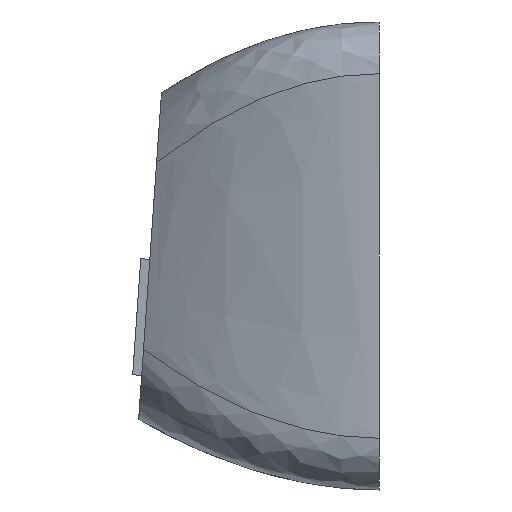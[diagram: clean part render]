
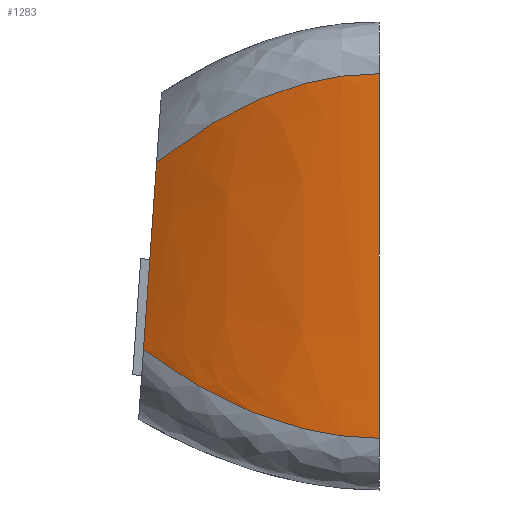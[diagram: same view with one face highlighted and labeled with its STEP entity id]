
A CAD part, left-side view. The second image highlights one B-rep face of the part: STEP entity #1283.
In plain terms, the highlighted free-form (B-spline) face has degree [3, 3] with [4, 4] control points.
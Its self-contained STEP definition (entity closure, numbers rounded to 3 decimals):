
#37=B_SPLINE_CURVE_WITH_KNOTS('',3,(#1717,#1718,#1719,#1720),
 .UNSPECIFIED.,.F.,.F.,(4,4),(0.,1.),.UNSPECIFIED.);
#38=B_SPLINE_CURVE_WITH_KNOTS('',3,(#1741,#1742,#1743,#1744),
 .UNSPECIFIED.,.F.,.F.,(4,4),(0.,1.),.UNSPECIFIED.);
#105=B_SPLINE_SURFACE_WITH_KNOTS('',3,3,((#1722,#1723,#1724,#1725),(#1726,
#1727,#1728,#1729),(#1730,#1731,#1732,#1733),(#1734,#1735,#1736,#1737)),
 .UNSPECIFIED.,.F.,.F.,.F.,(4,4),(4,4),(0.,1.),(0.,1.),.UNSPECIFIED.);
#134=FACE_OUTER_BOUND('',#206,.T.);
#206=EDGE_LOOP('',(#855,#856,#857,#858));
#286=LINE('',#1739,#403);
#287=LINE('',#1745,#404);
#403=VECTOR('',#1437,10.);
#404=VECTOR('',#1438,10.);
#522=VERTEX_POINT('',#1714);
#523=VERTEX_POINT('',#1716);
#524=VERTEX_POINT('',#1738);
#525=VERTEX_POINT('',#1740);
#655=EDGE_CURVE('',#522,#523,#37,.T.);
#657=EDGE_CURVE('',#524,#522,#286,.T.);
#658=EDGE_CURVE('',#524,#525,#38,.T.);
#659=EDGE_CURVE('',#525,#523,#287,.T.);
#855=ORIENTED_EDGE('',*,*,#657,.F.);
#856=ORIENTED_EDGE('',*,*,#658,.T.);
#857=ORIENTED_EDGE('',*,*,#659,.T.);
#858=ORIENTED_EDGE('',*,*,#655,.F.);
#1283=ADVANCED_FACE('',(#134),#105,.F.);
#1437=DIRECTION('',(0.,-0.07,0.998));
#1438=DIRECTION('',(0.,0.,1.));
#1714=CARTESIAN_POINT('',(2.7,8.614,12.669));
#1716=CARTESIAN_POINT('',(0.,0.,16.1));
#1717=CARTESIAN_POINT('Ctrl Pts',(2.7,8.614,12.669));
#1718=CARTESIAN_POINT('Ctrl Pts',(0.9,5.743,14.956));
#1719=CARTESIAN_POINT('Ctrl Pts',(0.,2.956,
16.1));
#1720=CARTESIAN_POINT('Ctrl Pts',(0.,0.,16.1));
#1722=CARTESIAN_POINT('Ctrl Pts',(2.7,9.12,5.431));
#1723=CARTESIAN_POINT('Ctrl Pts',(0.9,6.08,3.144));
#1724=CARTESIAN_POINT('Ctrl Pts',(0.,2.956,
2.));
#1725=CARTESIAN_POINT('Ctrl Pts',(0.,0.,
2.));
#1726=CARTESIAN_POINT('Ctrl Pts',(2.7,9.022,6.841));
#1727=CARTESIAN_POINT('Ctrl Pts',(0.939,6.014,4.776));
#1728=CARTESIAN_POINT('Ctrl Pts',(0.,2.956,
3.047));
#1729=CARTESIAN_POINT('Ctrl Pts',(0.,0.,
3.047));
#1730=CARTESIAN_POINT('Ctrl Pts',(2.7,8.713,11.259));
#1731=CARTESIAN_POINT('Ctrl Pts',(0.939,5.808,13.324));
#1732=CARTESIAN_POINT('Ctrl Pts',(0.,2.956,
15.053));
#1733=CARTESIAN_POINT('Ctrl Pts',(0.,0.,
15.053));
#1734=CARTESIAN_POINT('Ctrl Pts',(2.7,8.614,12.669));
#1735=CARTESIAN_POINT('Ctrl Pts',(0.9,5.743,14.956));
#1736=CARTESIAN_POINT('Ctrl Pts',(0.,2.956,
16.1));
#1737=CARTESIAN_POINT('Ctrl Pts',(0.,0.,16.1));
#1738=CARTESIAN_POINT('',(2.7,9.12,5.431));
#1739=CARTESIAN_POINT('',(2.7,8.614,12.669));
#1740=CARTESIAN_POINT('',(0.,0.,2.));
#1741=CARTESIAN_POINT('Ctrl Pts',(2.7,9.12,5.431));
#1742=CARTESIAN_POINT('Ctrl Pts',(0.9,6.08,3.144));
#1743=CARTESIAN_POINT('Ctrl Pts',(0.,2.956,
2.));
#1744=CARTESIAN_POINT('Ctrl Pts',(0.,0.,
2.));
#1745=CARTESIAN_POINT('',(0.,0.,16.1));
